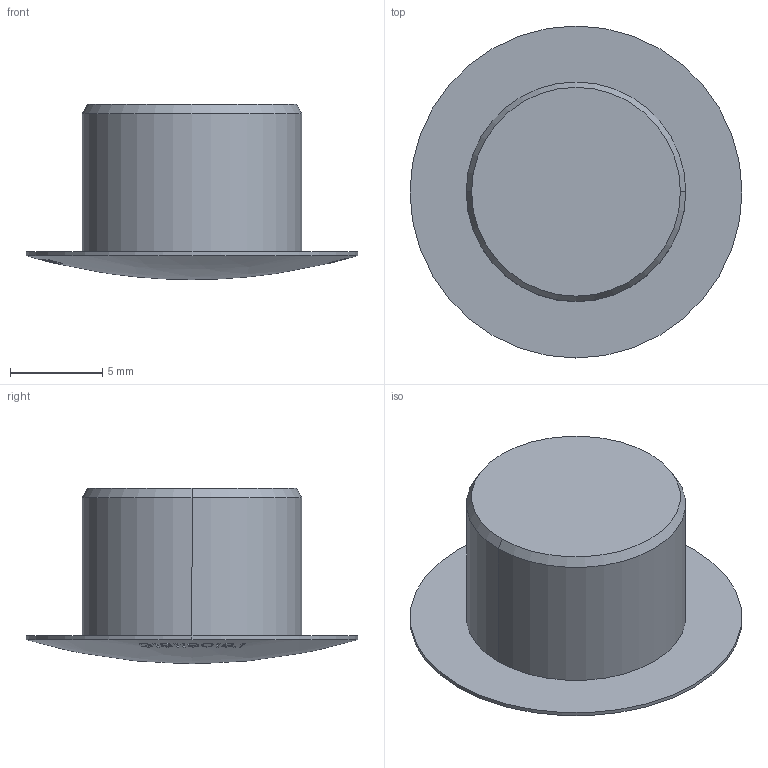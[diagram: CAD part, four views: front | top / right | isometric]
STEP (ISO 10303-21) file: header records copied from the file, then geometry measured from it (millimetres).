
FILE_DESCRIPTION (( 'STEP AP203' ), '1' );
FILE_NAME ('402311108_c_1.STEP', '2022-12-05T03:33:29', ( '' ), ( '' ), 'SwSTEP 2.0', 'SolidWorks 2014', '' );
FILE_SCHEMA (( 'CONFIG_CONTROL_DESIGN' ));
Length unit declared in the file: millimetre
Products named in the file (1): 402311108_c_1
Bounding box: 18 x 18 x 9.5 mm (x, y, z)
Volume: 1104.1 mm3; surface area: 826.9 mm2
Topology: 1 solids, 1 shells, 436 faces, 1231 edges, 820 vertices
Faces by surface type: plane 422, bspline 8, cylinder 4, cone 2
Entity records: 14373 total; most frequent: CARTESIAN_POINT 3805, ORIENTED_EDGE 2462, DIRECTION 1700, EDGE_CURVE 1231, VECTOR 822, LINE 822, VERTEX_POINT 820, EDGE_LOOP 459
